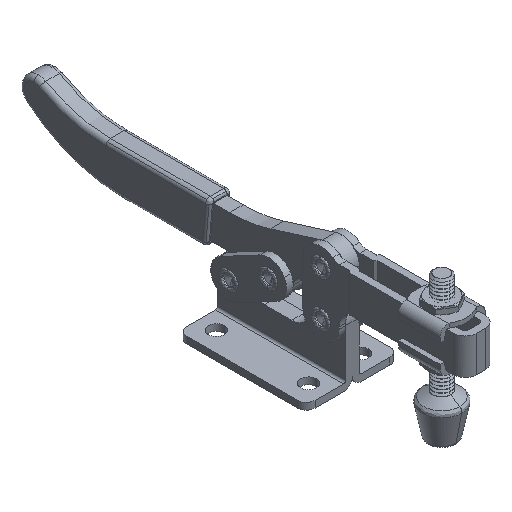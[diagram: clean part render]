
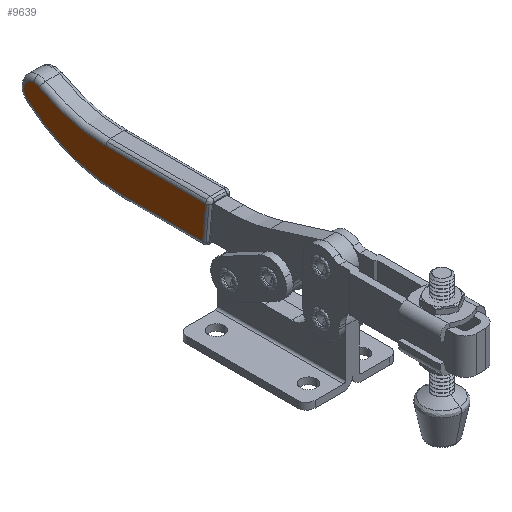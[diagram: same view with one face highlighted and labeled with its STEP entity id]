
A CAD part, isometric view. The second image highlights one B-rep face of the part: STEP entity #9639.
In plain terms, the highlighted planar face has unit normal (-1, 0, 0).
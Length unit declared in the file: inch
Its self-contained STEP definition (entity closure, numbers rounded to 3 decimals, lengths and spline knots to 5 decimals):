
#5343=EDGE_CURVE('',#6709,#7057,#14530,.T.);
#6709=VERTEX_POINT('',#15986);
#7057=VERTEX_POINT('',#16368);
#7856=EDGE_CURVE('',#12097,#13148,#17230,.T.);
#8798=EDGE_CURVE('',#10390,#12097,#18258,.T.);
#9369=VERTEX_POINT('',#18880);
#9639=ADVANCED_FACE('',(#19178),#19179,.F.);
#9956=EDGE_CURVE('',#9369,#6709,#19523,.T.);
#10390=VERTEX_POINT('',#19991);
#10793=VERTEX_POINT('',#20427);
#11627=EDGE_CURVE('',#10793,#10390,#21332,.T.);
#12097=VERTEX_POINT('',#21844);
#12798=EDGE_CURVE('',#7057,#10793,#22597,.T.);
#12923=EDGE_CURVE('',#13148,#9369,#22732,.T.);
#13148=VERTEX_POINT('',#22982);
#14530=CIRCLE('',#26650,0.17717);
#15986=CARTESIAN_POINT('',(-0.19685,5.55791,3.02709));
#16368=CARTESIAN_POINT('',(-0.19685,5.46992,3.00369));
#17230=LINE('',#35952,#35953);
#18258=LINE('',#39291,#39292);
#18880=CARTESIAN_POINT('',(-0.19685,5.67389,2.71599));
#19178=FACE_OUTER_BOUND('',#43241,.T.);
#19179=PLANE('',#43242);
#19523=CIRCLE('',#44771,0.17717);
#19991=CARTESIAN_POINT('',(-0.19685,2.55661,2.69084));
#20427=CARTESIAN_POINT('',(-0.19685,4.298,2.69177));
#21332=LINE('',#52812,#52813);
#21844=CARTESIAN_POINT('',(-0.19685,2.60827,2.10032));
#22597=CIRCLE('',#57691,2.3622);
#22732=CIRCLE('',#58247,2.51969);
#22982=CARTESIAN_POINT('',(-0.19685,4.02578,2.10107));
#26650=AXIS2_PLACEMENT_3D('',#62367,#62368,#62369);
#35952=CARTESIAN_POINT('',(-0.19685,3.69352,2.1009));
#35953=VECTOR('',#64920,1.0);
#39291=CARTESIAN_POINT('',(-0.19685,2.58333,2.38547));
#39292=VECTOR('',#66024,1.);
#43241=EDGE_LOOP('',(#66989,#66990,#66991,#66992,#66993,#66994,#66995));
#43242=AXIS2_PLACEMENT_3D('',#66996,#66997,#66998);
#44771=AXIS2_PLACEMENT_3D('',#67355,#67356,#67357);
#52812=CARTESIAN_POINT('',(-0.19685,3.74508,2.69148));
#52813=VECTOR('',#69271,1.);
#57691=AXIS2_PLACEMENT_3D('',#70521,#70522,#70523);
#58247=AXIS2_PLACEMENT_3D('',#70662,#70663,#70664);
#62367=CARTESIAN_POINT('',(-0.19685,5.55791,2.84992));
#62368=DIRECTION('',(1.0,0.,0.));
#62369=DIRECTION('',(0.,0.816,0.578));
#64920=DIRECTION('',(0.,1.,0.001));
#66024=DIRECTION('',(0.,0.087,-0.996));
#66989=ORIENTED_EDGE('',*,*,#8798,.F.);
#66990=ORIENTED_EDGE('',*,*,#11627,.F.);
#66991=ORIENTED_EDGE('',*,*,#12798,.F.);
#66992=ORIENTED_EDGE('',*,*,#5343,.F.);
#66993=ORIENTED_EDGE('',*,*,#9956,.F.);
#66994=ORIENTED_EDGE('',*,*,#12923,.F.);
#66995=ORIENTED_EDGE('',*,*,#7856,.F.);
#66996=CARTESIAN_POINT('',(-0.19685,4.09602,2.50247));
#66997=DIRECTION('',(1.0,0.,0.));
#66998=DIRECTION('',(0.,0.0,-1.0));
#67355=CARTESIAN_POINT('',(-0.19685,5.55791,2.84992));
#67356=DIRECTION('',(1.0,0.,0.));
#67357=DIRECTION('',(0.,0.816,0.578));
#69271=DIRECTION('',(0.,-1.,-0.001));
#70521=CARTESIAN_POINT('',(-0.19685,4.29674,5.05397));
#70522=DIRECTION('',(-1.0,0.,0.));
#70523=DIRECTION('',(0.,0.257,-0.966));
#70662=CARTESIAN_POINT('',(-0.19685,4.02444,4.62076));
#70663=DIRECTION('',(1.0,0.,0.));
#70664=DIRECTION('',(0.,0.35,-0.937));
